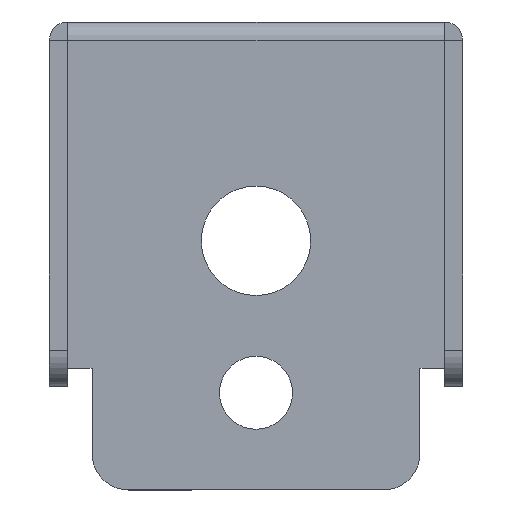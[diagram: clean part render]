
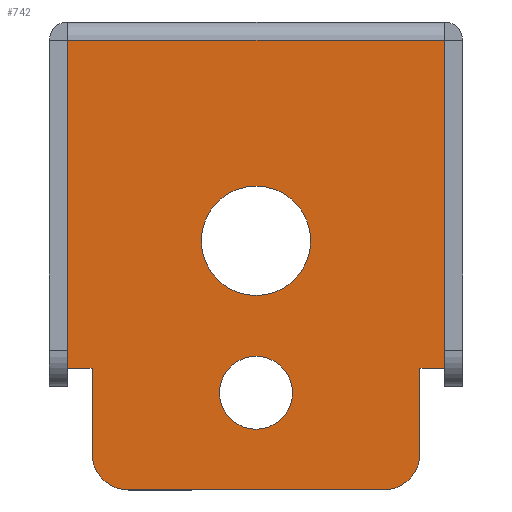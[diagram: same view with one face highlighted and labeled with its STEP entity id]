
A CAD part, left-side view. The second image highlights one B-rep face of the part: STEP entity #742.
In plain terms, the highlighted planar face has unit normal (-1, 0, 0).
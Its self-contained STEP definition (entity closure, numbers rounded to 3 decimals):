
#742 = ADVANCED_FACE ( 'NONE', ( #16414, #16420, #16422 ), #11520, .F. ) ;
#4641 = CARTESIAN_POINT ( 'NONE',  ( -649.5, -10.49, -34. ) ) ;
#4649 = CARTESIAN_POINT ( 'NONE',  ( -649.5, -15.49, 0. ) ) ;
#4650 = DIRECTION ( 'NONE',  ( 0., 0., 1. ) ) ;
#4651 = DIRECTION ( 'NONE',  ( -1., 0., 0. ) ) ;
#4652 = DIRECTION ( 'NONE',  ( 0., 0., -1. ) ) ;
#4653 = CARTESIAN_POINT ( 'NONE',  ( -649.5, -13.49, -37. ) ) ;
#4654 = CARTESIAN_POINT ( 'NONE',  ( -649.5, 15.49, -0.01 ) ) ;
#4655 = DIRECTION ( 'NONE',  ( 0., -1., 0. ) ) ;
#4658 = CARTESIAN_POINT ( 'NONE',  ( -649.5, 15.49, -27. ) ) ;
#4659 = DIRECTION ( 'NONE',  ( 0., 0., -1. ) ) ;
#4660 = CARTESIAN_POINT ( 'NONE',  ( -649.5, -13.49, -37. ) ) ;
#4661 = DIRECTION ( 'NONE',  ( 0., 0., 1. ) ) ;
#4664 = CARTESIAN_POINT ( 'NONE',  ( -649.5, 0., -29. ) ) ;
#4667 = CARTESIAN_POINT ( 'NONE',  ( -649.5, 0., -16.5 ) ) ;
#4668 = DIRECTION ( 'NONE',  ( 0., 1., 0. ) ) ;
#4670 = DIRECTION ( 'NONE',  ( -1., 0., 0. ) ) ;
#4671 = DIRECTION ( 'NONE',  ( 0., 0., 1. ) ) ;
#4672 = CARTESIAN_POINT ( 'NONE',  ( -649.5, 10.49, -34. ) ) ;
#4673 = DIRECTION ( 'NONE',  ( -1., 0., 0. ) ) ;
#4674 = DIRECTION ( 'NONE',  ( 0., 0., 1. ) ) ;
#4675 = CARTESIAN_POINT ( 'NONE',  ( -649.5, 13.49, -37. ) ) ;
#4676 = DIRECTION ( 'NONE',  ( 0., 0., 1. ) ) ;
#4685 = DIRECTION ( 'NONE',  ( -1., 0., 0. ) ) ;
#4687 = DIRECTION ( 'NONE',  ( 0., 0., -1. ) ) ;
#4821 = AXIS2_PLACEMENT_3D ( 'NONE', #4672, #4685, #4687 ) ;
#10760 = AXIS2_PLACEMENT_3D ( 'NONE', #4641, #4651, #4652 ) ;
#10761 = AXIS2_PLACEMENT_3D ( 'NONE', #4664, #4673, #4674 ) ;
#10762 = AXIS2_PLACEMENT_3D ( 'NONE', #4667, #4670, #4671 ) ;
#11514 = CARTESIAN_POINT ( 'NONE',  ( -649.5, 15.49, 0. ) ) ;
#11520 = PLANE ( 'NONE',  #16215 ) ;
#11521 = DIRECTION ( 'NONE',  ( 1., 0., 0. ) ) ;
#11522 = DIRECTION ( 'NONE',  ( 0., 0., -1. ) ) ;
#12636 = VERTEX_POINT ( 'NONE', #24084 ) ;
#12637 = VERTEX_POINT ( 'NONE', #24086 ) ;
#12644 = VERTEX_POINT ( 'NONE', #24098 ) ;
#12645 = VERTEX_POINT ( 'NONE', #24100 ) ;
#12655 = VERTEX_POINT ( 'NONE', #24117 ) ;
#12657 = VERTEX_POINT ( 'NONE', #24121 ) ;
#12658 = VERTEX_POINT ( 'NONE', #24122 ) ;
#12660 = VERTEX_POINT ( 'NONE', #24126 ) ;
#13294 = VERTEX_POINT ( 'NONE', #24948 ) ;
#13295 = VERTEX_POINT ( 'NONE', #24950 ) ;
#13297 = VERTEX_POINT ( 'NONE', #24953 ) ;
#13298 = VERTEX_POINT ( 'NONE', #24955 ) ;
#13299 = VERTEX_POINT ( 'NONE', #24957 ) ;
#13300 = VERTEX_POINT ( 'NONE', #24959 ) ;
#14762 = EDGE_LOOP ( 'NONE', ( #26499, #26500 ) ) ;
#14765 = EDGE_LOOP ( 'NONE', ( #26501, #26502 ) ) ;
#14766 = EDGE_LOOP ( 'NONE', ( #26503, #26504, #26505, #26506, #26507, #26508, #26509, #26510, #26511, #26512 ) ) ;
#15053 = VECTOR ( 'NONE', #4650, 1000. ) ;
#15063 = LINE ( 'NONE', #4649, #15053 ) ;
#15067 = LINE ( 'NONE', #4654, #15069 ) ;
#15068 = LINE ( 'NONE', #4675, #15084 ) ;
#15069 = VECTOR ( 'NONE', #4655, 1000. ) ;
#15071 = VECTOR ( 'NONE', #4668, 1000. ) ;
#15073 = CIRCLE ( 'NONE', #10760, 3. ) ;
#15076 = LINE ( 'NONE', #4658, #15077 ) ;
#15077 = VECTOR ( 'NONE', #4659, 1000. ) ;
#15078 = LINE ( 'NONE', #4660, #15079 ) ;
#15079 = VECTOR ( 'NONE', #4661, 1000. ) ;
#15082 = LINE ( 'NONE', #4653, #15071 ) ;
#15084 = VECTOR ( 'NONE', #4676, 1000. ) ;
#15085 = CIRCLE ( 'NONE', #10762, 4.5 ) ;
#15087 = CIRCLE ( 'NONE', #10761, 3. ) ;
#15091 = CIRCLE ( 'NONE', #4821, 3. ) ;
#16215 = AXIS2_PLACEMENT_3D ( 'NONE', #11514, #11521, #11522 ) ;
#16414 = FACE_BOUND ( 'NONE', #14762, .T. ) ;
#16420 = FACE_BOUND ( 'NONE', #14765, .T. ) ;
#16422 = FACE_OUTER_BOUND ( 'NONE', #14766, .T. ) ;
#20013 = CIRCLE ( 'NONE', #30192, 4.5 ) ;
#20025 = CIRCLE ( 'NONE', #30196, 3. ) ;
#20058 = LINE ( 'NONE', #26984, #20063 ) ;
#20062 = LINE ( 'NONE', #26988, #20066 ) ;
#20063 = VECTOR ( 'NONE', #26987, 1000. ) ;
#20066 = VECTOR ( 'NONE', #26991, 1000. ) ;
#20362 = EDGE_CURVE ( 'NONE', #12636, #12637, #20013, .T. ) ;
#20380 = EDGE_CURVE ( 'NONE', #12644, #12645, #20025, .T. ) ;
#20429 = EDGE_CURVE ( 'NONE', #12655, #12657, #20058, .T. ) ;
#20434 = EDGE_CURVE ( 'NONE', #12660, #12658, #20062, .T. ) ;
#24084 = CARTESIAN_POINT ( 'NONE',  ( -649.5, 0., -21. ) ) ;
#24086 = CARTESIAN_POINT ( 'NONE',  ( -649.5, 0., -12. ) ) ;
#24098 = CARTESIAN_POINT ( 'NONE',  ( -649.5, 0., -32. ) ) ;
#24100 = CARTESIAN_POINT ( 'NONE',  ( -649.5, 0., -26. ) ) ;
#24117 = CARTESIAN_POINT ( 'NONE',  ( -649.5, -13.49, -27. ) ) ;
#24121 = CARTESIAN_POINT ( 'NONE',  ( -649.5, -15.49, -27. ) ) ;
#24122 = CARTESIAN_POINT ( 'NONE',  ( -649.5, 13.49, -27. ) ) ;
#24126 = CARTESIAN_POINT ( 'NONE',  ( -649.5, 15.49, -27. ) ) ;
#24948 = CARTESIAN_POINT ( 'NONE',  ( -649.5, 15.49, -0.01 ) ) ;
#24950 = CARTESIAN_POINT ( 'NONE',  ( -649.5, -15.49, -0.01 ) ) ;
#24953 = CARTESIAN_POINT ( 'NONE',  ( -649.5, -10.49, -37. ) ) ;
#24955 = CARTESIAN_POINT ( 'NONE',  ( -649.5, 10.49, -37. ) ) ;
#24957 = CARTESIAN_POINT ( 'NONE',  ( -649.5, -13.49, -34. ) ) ;
#24959 = CARTESIAN_POINT ( 'NONE',  ( -649.5, 13.49, -34. ) ) ;
#26499 = ORIENTED_EDGE ( 'NONE', *, *, #32262, .F. ) ;
#26500 = ORIENTED_EDGE ( 'NONE', *, *, #20362, .F. ) ;
#26501 = ORIENTED_EDGE ( 'NONE', *, *, #32263, .F. ) ;
#26502 = ORIENTED_EDGE ( 'NONE', *, *, #20380, .F. ) ;
#26503 = ORIENTED_EDGE ( 'NONE', *, *, #32261, .F. ) ;
#26504 = ORIENTED_EDGE ( 'NONE', *, *, #32254, .T. ) ;
#26505 = ORIENTED_EDGE ( 'NONE', *, *, #32258, .T. ) ;
#26506 = ORIENTED_EDGE ( 'NONE', *, *, #20429, .T. ) ;
#26507 = ORIENTED_EDGE ( 'NONE', *, *, #32253, .T. ) ;
#26508 = ORIENTED_EDGE ( 'NONE', *, *, #32255, .F. ) ;
#26509 = ORIENTED_EDGE ( 'NONE', *, *, #32257, .T. ) ;
#26510 = ORIENTED_EDGE ( 'NONE', *, *, #20434, .T. ) ;
#26511 = ORIENTED_EDGE ( 'NONE', *, *, #32264, .F. ) ;
#26512 = ORIENTED_EDGE ( 'NONE', *, *, #32266, .T. ) ;
#26915 = CARTESIAN_POINT ( 'NONE',  ( -649.5, 0., -16.5 ) ) ;
#26916 = DIRECTION ( 'NONE',  ( -1., 0., 0. ) ) ;
#26917 = DIRECTION ( 'NONE',  ( 0., 0., 1. ) ) ;
#26935 = CARTESIAN_POINT ( 'NONE',  ( -649.5, 0., -29. ) ) ;
#26936 = DIRECTION ( 'NONE',  ( -1., 0., 0. ) ) ;
#26937 = DIRECTION ( 'NONE',  ( 0., 0., 1. ) ) ;
#26984 = CARTESIAN_POINT ( 'NONE',  ( -649.5, -15.49, -27. ) ) ;
#26987 = DIRECTION ( 'NONE',  ( 0., -1., 0. ) ) ;
#26988 = CARTESIAN_POINT ( 'NONE',  ( -649.5, -15.49, -27. ) ) ;
#26991 = DIRECTION ( 'NONE',  ( 0., -1., 0. ) ) ;
#30192 = AXIS2_PLACEMENT_3D ( 'NONE', #26915, #26916, #26917 ) ;
#30196 = AXIS2_PLACEMENT_3D ( 'NONE', #26935, #26936, #26937 ) ;
#32253 = EDGE_CURVE ( 'NONE', #12657, #13295, #15063, .T. ) ;
#32254 = EDGE_CURVE ( 'NONE', #13297, #13299, #15073, .T. ) ;
#32255 = EDGE_CURVE ( 'NONE', #13294, #13295, #15067, .T. ) ;
#32257 = EDGE_CURVE ( 'NONE', #13294, #12660, #15076, .T. ) ;
#32258 = EDGE_CURVE ( 'NONE', #13299, #12655, #15078, .T. ) ;
#32261 = EDGE_CURVE ( 'NONE', #13297, #13298, #15082, .T. ) ;
#32262 = EDGE_CURVE ( 'NONE', #12637, #12636, #15085, .T. ) ;
#32263 = EDGE_CURVE ( 'NONE', #12645, #12644, #15087, .T. ) ;
#32264 = EDGE_CURVE ( 'NONE', #13300, #12658, #15068, .T. ) ;
#32266 = EDGE_CURVE ( 'NONE', #13300, #13298, #15091, .T. ) ;
